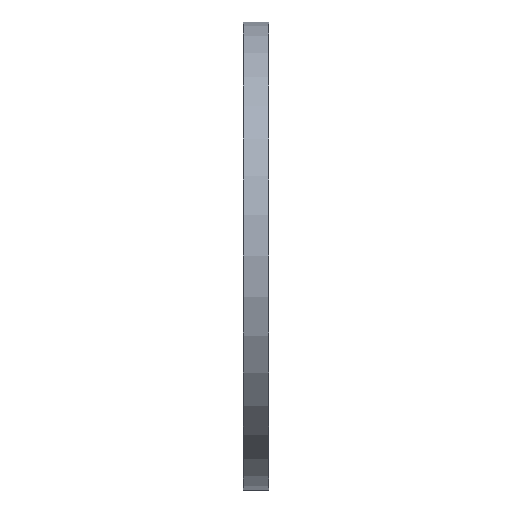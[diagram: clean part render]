
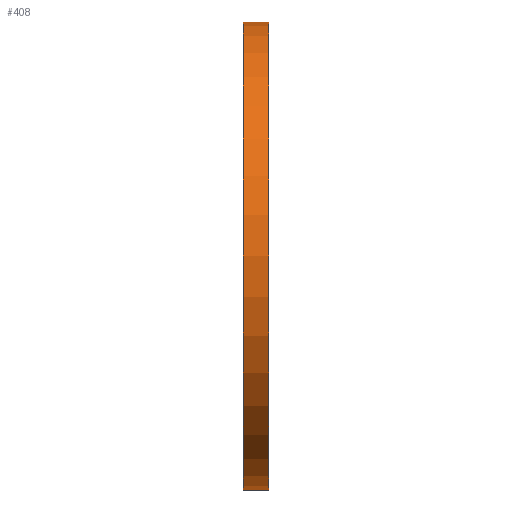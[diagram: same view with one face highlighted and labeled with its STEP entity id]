
A CAD part, left-side view. The second image highlights one B-rep face of the part: STEP entity #408.
In plain terms, the highlighted cylindrical face has radius 110 mm (diameter 220 mm), a partial arc.
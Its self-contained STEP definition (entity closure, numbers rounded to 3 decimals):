
#3 = CARTESIAN_POINT ( 'NONE',  ( 0., 0., -110. ) ) ;
#21 = CARTESIAN_POINT ( 'NONE',  ( 0., 38.545, 110. ) ) ;
#32 = DIRECTION ( 'NONE',  ( 0., 0., 1. ) ) ;
#77 = VERTEX_POINT ( 'NONE', #413 ) ;
#83 = VECTOR ( 'NONE', #364, 1000. ) ;
#93 = VERTEX_POINT ( 'NONE', #243 ) ;
#144 = CIRCLE ( 'NONE', #330, 110. ) ;
#146 = DIRECTION ( 'NONE',  ( 0., 0., 1. ) ) ;
#168 = EDGE_CURVE ( 'NONE', #313, #93, #144, .T. ) ;
#184 = DIRECTION ( 'NONE',  ( 0., 1., 0. ) ) ;
#189 = LINE ( 'NONE', #244, #83 ) ;
#202 = VECTOR ( 'NONE', #184, 1000. ) ;
#205 = EDGE_CURVE ( 'NONE', #77, #93, #363, .T. ) ;
#225 = ORIENTED_EDGE ( 'NONE', *, *, #205, .T. ) ;
#243 = CARTESIAN_POINT ( 'NONE',  ( 0., 12., 110. ) ) ;
#244 = CARTESIAN_POINT ( 'NONE',  ( 0., 38.545, -110. ) ) ;
#249 = DIRECTION ( 'NONE',  ( 0., 1., 0. ) ) ;
#280 = CARTESIAN_POINT ( 'NONE',  ( 0., 12., -110. ) ) ;
#288 = EDGE_LOOP ( 'NONE', ( #619, #448, #225, #657 ) ) ;
#313 = VERTEX_POINT ( 'NONE', #280 ) ;
#330 = AXIS2_PLACEMENT_3D ( 'NONE', #373, #249, #548 ) ;
#348 = VERTEX_POINT ( 'NONE', #3 ) ;
#360 = CYLINDRICAL_SURFACE ( 'NONE', #543, 110. ) ;
#363 = LINE ( 'NONE', #21, #202 ) ;
#364 = DIRECTION ( 'NONE',  ( 0., 1., 0. ) ) ;
#371 = AXIS2_PLACEMENT_3D ( 'NONE', #741, #419, #32 ) ;
#373 = CARTESIAN_POINT ( 'NONE',  ( 0., 12., 0. ) ) ;
#408 = ADVANCED_FACE ( 'NONE', ( #549 ), #360, .T. ) ;
#413 = CARTESIAN_POINT ( 'NONE',  ( 0., 0., 110. ) ) ;
#419 = DIRECTION ( 'NONE',  ( 0., 1., 0. ) ) ;
#440 = EDGE_CURVE ( 'NONE', #348, #77, #644, .T. ) ;
#448 = ORIENTED_EDGE ( 'NONE', *, *, #440, .T. ) ;
#492 = EDGE_CURVE ( 'NONE', #348, #313, #189, .T. ) ;
#543 = AXIS2_PLACEMENT_3D ( 'NONE', #620, #721, #146 ) ;
#548 = DIRECTION ( 'NONE',  ( 0., 0., 1. ) ) ;
#549 = FACE_OUTER_BOUND ( 'NONE', #288, .T. ) ;
#619 = ORIENTED_EDGE ( 'NONE', *, *, #492, .F. ) ;
#620 = CARTESIAN_POINT ( 'NONE',  ( 0., 38.545, 0. ) ) ;
#644 = CIRCLE ( 'NONE', #371, 110. ) ;
#657 = ORIENTED_EDGE ( 'NONE', *, *, #168, .F. ) ;
#721 = DIRECTION ( 'NONE',  ( 0., 1., 0. ) ) ;
#741 = CARTESIAN_POINT ( 'NONE',  ( 0., 0., 0. ) ) ;
